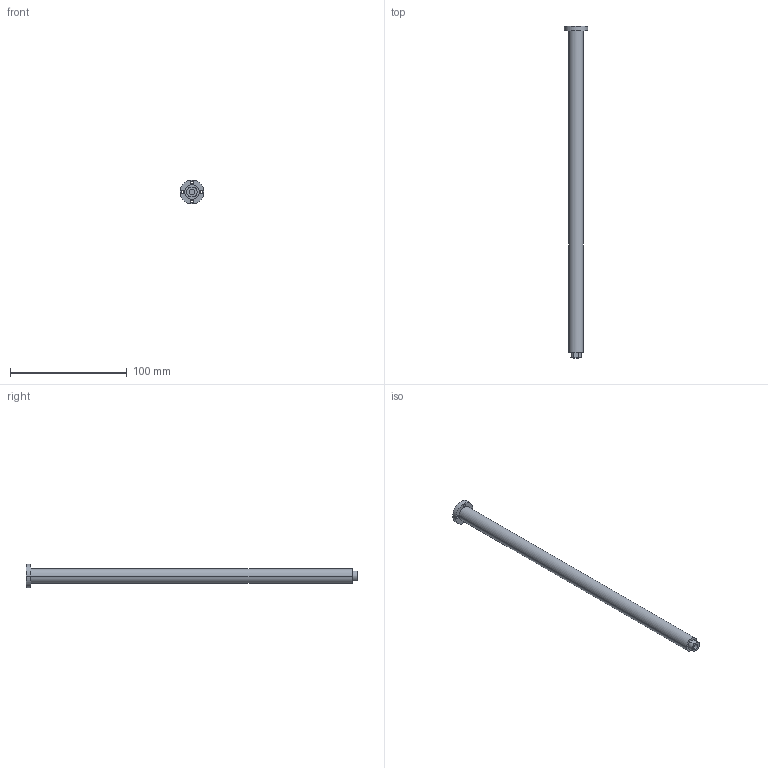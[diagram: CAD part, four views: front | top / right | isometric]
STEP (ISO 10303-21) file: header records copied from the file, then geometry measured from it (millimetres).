
FILE_DESCRIPTION (( 'STEP AP203' ), '1' );
FILE_NAME ('EDF-BUG-USI-012A-AXE1.STEP', '2024-12-13T10:03:06', ( '' ), ( '' ), 'SwSTEP 2.0', 'SolidWorks 2016', '' );
FILE_SCHEMA (( 'CONFIG_CONTROL_DESIGN' ));
Length unit declared in the file: millimetre
Products named in the file (1): EDF-BUG-USI-012A-AXE1
Bounding box: 20.5 x 284.5 x 20.5 mm (x, y, z)
Volume: 35866.4 mm3; surface area: 12526.6 mm2
Topology: 1 solids, 1 shells, 27 faces, 63 edges, 42 vertices
Faces by surface type: cylinder 19, plane 8
Entity records: 888 total; most frequent: DIRECTION 157, CARTESIAN_POINT 133, ORIENTED_EDGE 126, AXIS2_PLACEMENT_3D 66, EDGE_CURVE 63, VERTEX_POINT 42, EDGE_LOOP 39, CIRCLE 38
